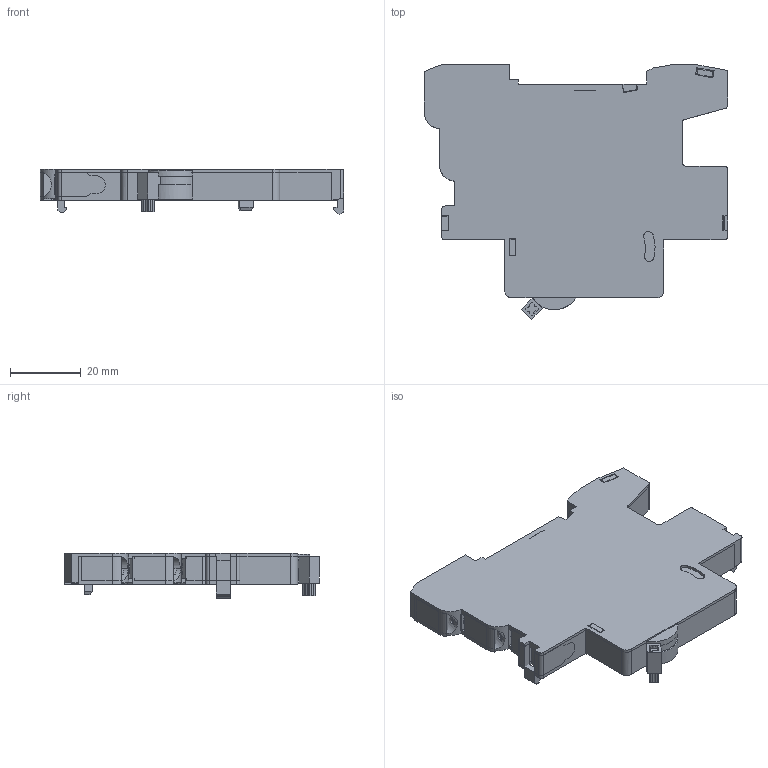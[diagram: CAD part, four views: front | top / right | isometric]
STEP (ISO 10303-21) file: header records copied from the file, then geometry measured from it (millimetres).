
FILE_DESCRIPTION (( 'STEP AP203' ), '1' );
FILE_NAME ('AV-OF, AV-SD111.STEP', '2018-02-14T13:38:15', ( '' ), ( '' ), 'SwSTEP 2.0', 'SolidWorks 2017', '' );
FILE_SCHEMA (( 'CONFIG_CONTROL_DESIGN' ));
Length unit declared in the file: millimetre
Products named in the file (1): AV-OF, AV-SD111
Bounding box: 85.9 x 72.07 x 12.9 mm (x, y, z)
Surface area: 29270.2 mm2 (no closed solid volume)
Topology: 0 solids, 3 shells, 984 faces, 2833 edges, 1857 vertices
Faces by surface type: plane 707, cylinder 248, cone 28, bspline 1
Entity records: 37092 total; most frequent: CARTESIAN_POINT 12131, ORIENTED_EDGE 5663, DIRECTION 4383, EDGE_CURVE 2833, LINE 2167, VECTOR 2167, VERTEX_POINT 1858, AXIS2_PLACEMENT_3D 1108
